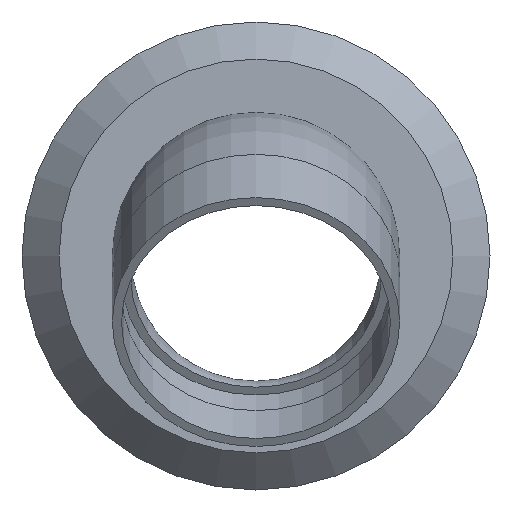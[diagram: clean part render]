
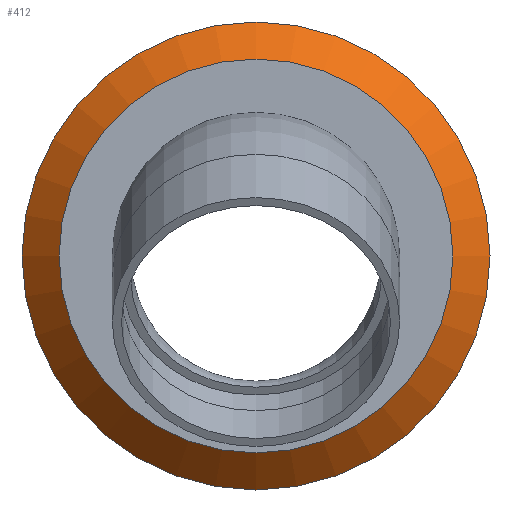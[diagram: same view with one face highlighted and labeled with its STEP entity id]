
A CAD part, front view. The second image highlights one B-rep face of the part: STEP entity #412.
In plain terms, the highlighted conical face has half-angle 45 degrees and reference radius 69.711 mm.
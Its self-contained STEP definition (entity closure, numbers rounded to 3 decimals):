
#68=FACE_OUTER_BOUND('',#101,.T.);
#101=EDGE_LOOP('',(#371,#372,#373,#374));
#123=LINE('',#759,#142);
#142=VECTOR('',#635,69.711);
#176=CIRCLE('',#491,63.711);
#177=CIRCLE('',#493,75.711);
#213=VERTEX_POINT('',#754);
#214=VERTEX_POINT('',#757);
#266=EDGE_CURVE('',#213,#213,#176,.T.);
#267=EDGE_CURVE('',#214,#214,#177,.T.);
#268=EDGE_CURVE('',#214,#213,#123,.T.);
#371=ORIENTED_EDGE('',*,*,#267,.F.);
#372=ORIENTED_EDGE('',*,*,#268,.T.);
#373=ORIENTED_EDGE('',*,*,#266,.T.);
#374=ORIENTED_EDGE('',*,*,#268,.F.);
#388=CONICAL_SURFACE('',#492,69.711,0.785);
#412=ADVANCED_FACE('',(#68),#388,.T.);
#491=AXIS2_PLACEMENT_3D('',#755,#629,#630);
#492=AXIS2_PLACEMENT_3D('',#756,#631,#632);
#493=AXIS2_PLACEMENT_3D('',#758,#633,#634);
#629=DIRECTION('center_axis',(0.,1.,0.));
#630=DIRECTION('ref_axis',(1.,0.,0.));
#631=DIRECTION('center_axis',(0.,1.,0.));
#632=DIRECTION('ref_axis',(0.,0.,1.));
#633=DIRECTION('center_axis',(0.,1.,0.));
#634=DIRECTION('ref_axis',(1.,0.,0.));
#635=DIRECTION('',(0.,-0.707,0.707));
#754=CARTESIAN_POINT('',(0.,-43.,-63.711));
#755=CARTESIAN_POINT('Origin',(0.,-43.,0.));
#756=CARTESIAN_POINT('Origin',(0.,-37.,0.));
#757=CARTESIAN_POINT('',(0.,-31.,-75.711));
#758=CARTESIAN_POINT('Origin',(0.,-31.,0.));
#759=CARTESIAN_POINT('',(0.,-37.,-69.711));
